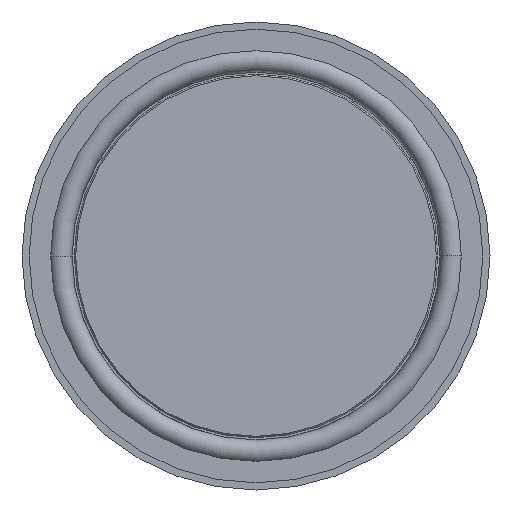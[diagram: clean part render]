
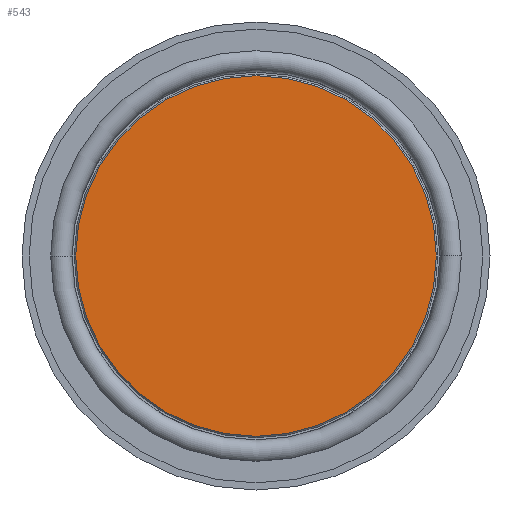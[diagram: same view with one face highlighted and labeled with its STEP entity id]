
A CAD part, front view. The second image highlights one B-rep face of the part: STEP entity #543.
In plain terms, the highlighted planar face has unit normal (0, -1, 0).
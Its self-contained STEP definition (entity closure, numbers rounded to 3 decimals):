
#1 = VERTEX_POINT ( 'NONE', #1021 ) ;
#9 = VERTEX_POINT ( 'NONE', #1098 ) ;
#35 = ORIENTED_EDGE ( 'NONE', *, *, #416, .T. ) ;
#77 = ORIENTED_EDGE ( 'NONE', *, *, #255, .T. ) ;
#143 = EDGE_LOOP ( 'NONE', ( #77, #35 ) ) ;
#255 = EDGE_CURVE ( 'NONE', #9, #1, #667, .T. ) ;
#286 = AXIS2_PLACEMENT_3D ( 'NONE', #1249, #1252, #1253 ) ;
#331 = AXIS2_PLACEMENT_3D ( 'NONE', #899, #920, #914 ) ;
#381 = AXIS2_PLACEMENT_3D ( 'NONE', #1083, #1094, #936 ) ;
#416 = EDGE_CURVE ( 'NONE', #1, #9, #843, .T. ) ;
#543 = ADVANCED_FACE ( 'NONE', ( #776 ), #1236, .F. ) ;
#667 = CIRCLE ( 'NONE', #381, 37.75 ) ;
#776 = FACE_OUTER_BOUND ( 'NONE', #143, .T. ) ;
#843 = CIRCLE ( 'NONE', #331, 37.75 ) ;
#899 = CARTESIAN_POINT ( 'NONE',  ( 0., 2.2, 0. ) ) ;
#914 = DIRECTION ( 'NONE',  ( 0., 0., 1. ) ) ;
#920 = DIRECTION ( 'NONE',  ( 0., -1., 0. ) ) ;
#936 = DIRECTION ( 'NONE',  ( 0., 0., 1. ) ) ;
#1021 = CARTESIAN_POINT ( 'NONE',  ( 0., 2.2, -37.75 ) ) ;
#1083 = CARTESIAN_POINT ( 'NONE',  ( 0., 2.2, 0. ) ) ;
#1094 = DIRECTION ( 'NONE',  ( 0., -1., 0. ) ) ;
#1098 = CARTESIAN_POINT ( 'NONE',  ( 0., 2.2, 37.75 ) ) ;
#1236 = PLANE ( 'NONE',  #286 ) ;
#1249 = CARTESIAN_POINT ( 'NONE',  ( 0., 2.2, 0. ) ) ;
#1252 = DIRECTION ( 'NONE',  ( 0., 1., 0. ) ) ;
#1253 = DIRECTION ( 'NONE',  ( 0., 0., 1. ) ) ;
